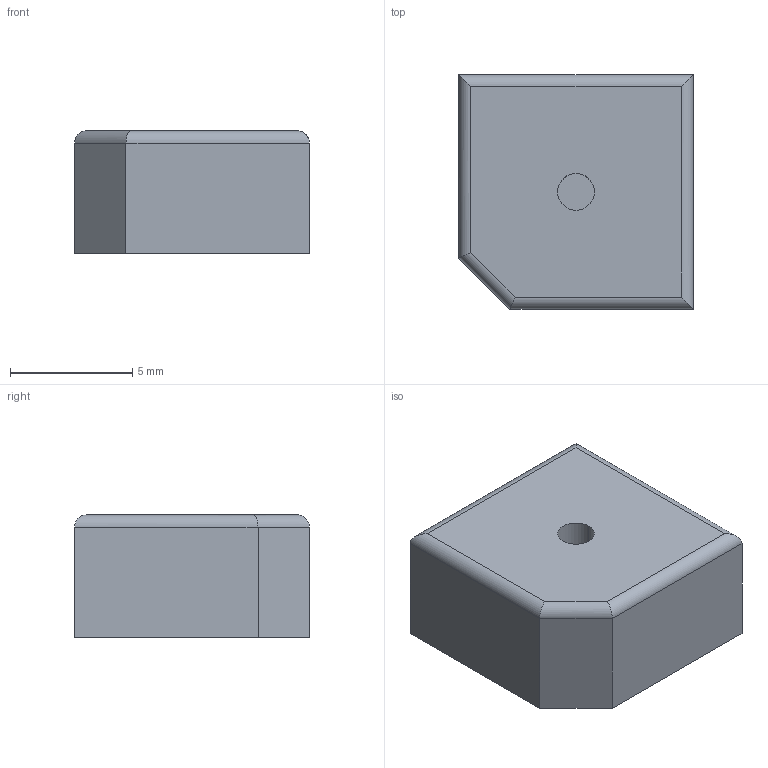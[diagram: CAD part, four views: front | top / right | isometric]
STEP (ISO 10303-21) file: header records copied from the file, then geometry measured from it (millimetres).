
FILE_DESCRIPTION (( 'STEP AP214' ), '1' );
FILE_NAME ('WWB-SMD-9605.STEP', '2015-08-15T17:34:29', ( 'POE' ), ( '' ), 'SwSTEP 2.0', 'SolidWorks 2015', '' );
FILE_SCHEMA (( 'AUTOMOTIVE_DESIGN' ));
Length unit declared in the file: millimetre
Products named in the file (2): WWB-SMD-9605
Bounding box: 9.6 x 9.6 x 5 mm (x, y, z)
Volume: 444.3 mm3; surface area: 367.1 mm2
Topology: 1 solids, 1 shells, 15 faces, 31 edges, 19 vertices
Faces by surface type: plane 8, cylinder 7
Entity records: 438 total; most frequent: CARTESIAN_POINT 82, DIRECTION 64, ORIENTED_EDGE 62, EDGE_CURVE 31, VECTOR 22, LINE 22, AXIS2_PLACEMENT_3D 21, VERTEX_POINT 19
